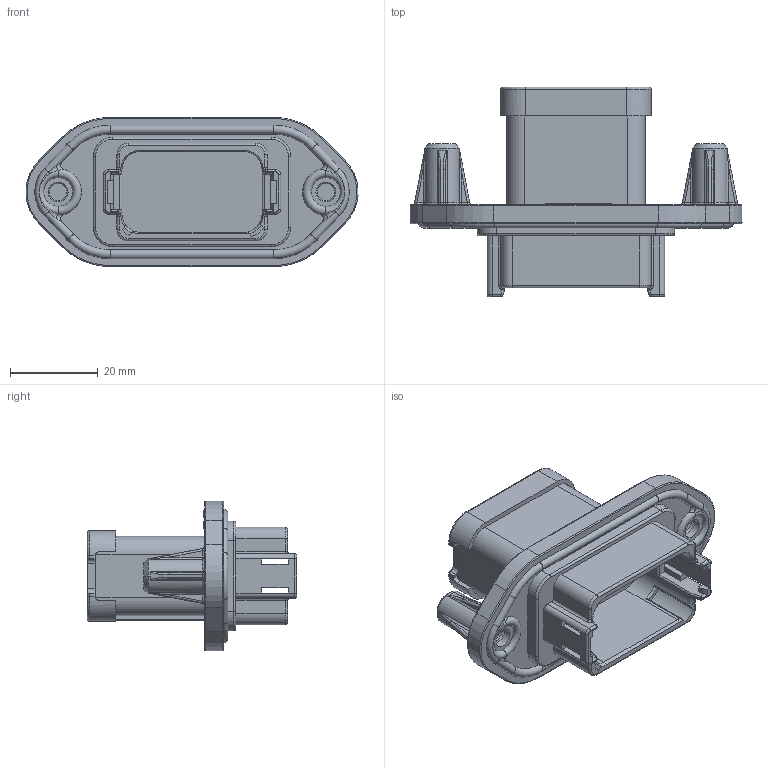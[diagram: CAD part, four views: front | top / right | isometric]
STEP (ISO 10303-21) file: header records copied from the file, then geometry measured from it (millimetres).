
FILE_DESCRIPTION((''),'2;1');
FILE_NAME('26-80426-12A','2016-02-29T',('Orion.Li'),(''),'PRO/ENGINEER BY PARAMETRIC TECHNOLOGY CORPORATION, 2013230','PRO/ENGINEER BY PARAMETRIC TECHNOLOGY CORPORATION, 2013230','');
FILE_SCHEMA(('CONFIG_CONTROL_DESIGN'));
Products named in the file (1): 26-80426-12A
Bounding box: 75.64 x 47.8 x 34 mm (x, y, z)
Volume: 27609.8 mm3; surface area: 14818.1 mm2
Topology: 1 solids, 13 shells, 2440 faces, 6647 edges, 4343 vertices
Faces by surface type: plane 1834, cylinder 234, extrusion 130, torus 98, bspline 96, sphere 26, cone 22
Entity records: 83225 total; most frequent: CARTESIAN_POINT 22350, ORIENTED_EDGE 13294, DIRECTION 11371, EDGE_CURVE 6647, VECTOR 5535, LINE 5405, VERTEX_POINT 4343, AXIS2_PLACEMENT_3D 2918
